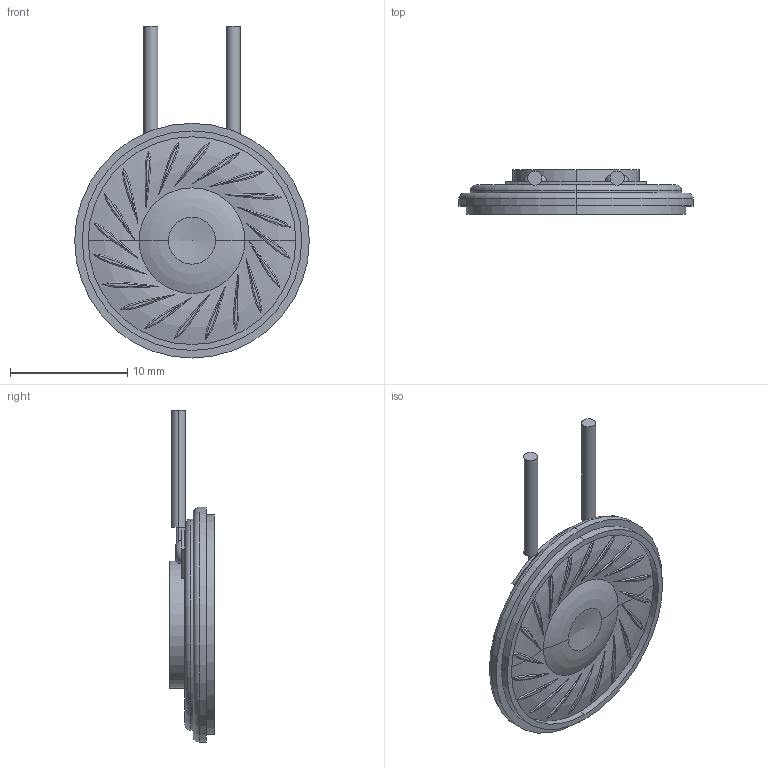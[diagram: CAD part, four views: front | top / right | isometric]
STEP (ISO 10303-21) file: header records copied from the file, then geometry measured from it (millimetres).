
FILE_DESCRIPTION (( 'STEP AP214' ), '1' );
FILE_NAME ('CUI_CLF0381MP-1.step', '2017-08-16T01:59:11', ( '' ), ( '' ), 'SwSTEP 2.0', 'SolidWorks 2017', '' );
FILE_SCHEMA (( 'AUTOMOTIVE_DESIGN' ));
Length unit declared in the file: millimetre
Products named in the file (1): CUI_CLF0381MP-1
Bounding box: 20 x 3.8 x 28.29 mm (x, y, z)
Volume: 720.1 mm3; surface area: 1572.7 mm2
Topology: 23 solids, 23 shells, 176 faces, 358 edges, 234 vertices
Faces by surface type: bspline 80, torus 56, cylinder 22, plane 16, sphere 2
Entity records: 12133 total; most frequent: CARTESIAN_POINT 7723, ORIENTED_EDGE 708, DIRECTION 378, EDGE_CURVE 354, B_SPLINE_CURVE_WITH_KNOTS 248, VERTEX_POINT 232, EDGE_LOOP 184, ADVANCED_FACE 176
